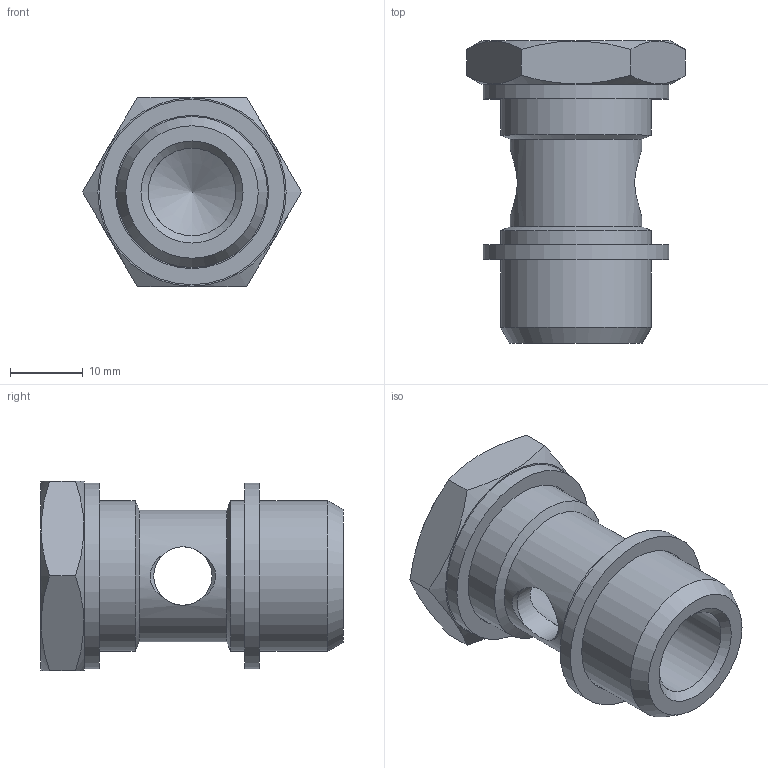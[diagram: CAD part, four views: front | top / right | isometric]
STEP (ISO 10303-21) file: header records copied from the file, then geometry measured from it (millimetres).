
FILE_DESCRIPTION(/* description */ ('STEP AP214'),/* implementation_level */ '2;1');
FILE_NAME(/* name */ 'X0210004',/* time_stamp */ '2023-05-10T12:05:37+02:00',/* author */ ('License CC BY-ND 4.0'),/* organization */ ('CADENAS'),/* preprocessor_version */ 'ST-DEVELOPER v19.3',/* originating_system */ 'PARTsolutions',/* authorisation */ ' ');
FILE_SCHEMA (('AUTOMOTIVE_DESIGN {1 0 10303 214 3 1 1}'));
Length unit declared in the file: metre
Products named in the file (4): X0210004; X0210004_PART3; X0210004_PART2; X0210004_PART1
Assembly tree (3 placements, depth 2):
  X0210004
    X0210004_PART3
    X0210004_PART2
    X0210004_PART1
Bounding box: 30.02 x 41.5 x 26 mm (x, y, z)
Volume: 10455.7 mm3; surface area: 6403.1 mm2
Topology: 3 solids, 3 shells, 34 faces, 74 edges, 47 vertices
Faces by surface type: plane 13, cone 11, cylinder 10
Full cylindrical faces by diameter (mm): 8 x2, 12 x1, 18 x1, 20.7 x2, 21 x2, 25.4 x2
Entity records: 1072 total; most frequent: CARTESIAN_POINT 289, DIRECTION 130, ORIENTED_EDGE 104, AXIS2_PLACEMENT_3D 62, FACE_BOUND 61, EDGE_LOOP 60, EDGE_CURVE 52, VERTEX_POINT 43
